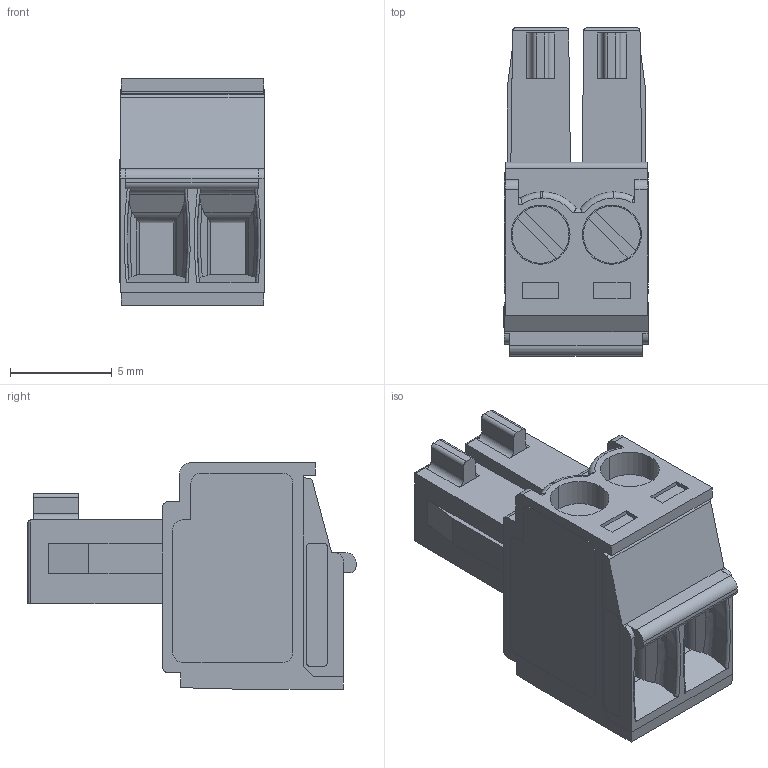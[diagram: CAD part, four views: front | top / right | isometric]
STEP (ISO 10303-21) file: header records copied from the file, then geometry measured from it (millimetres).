
FILE_DESCRIPTION(('STEP AP242'),'1');
FILE_NAME('1840366.stp','2024-03-26T02:12:07',('TraceParts'),('TraceParts S.A.'),'Spatial InterOp 3D',' ',' ');
FILE_SCHEMA(('AP242_MANAGED_MODEL_BASED_3D_ENGINEERING_MIM_LF {1 0 10303 442 1 1 4}'));
Length unit declared in the file: millimetre
Products named in the file (1): 1840366_1
Bounding box: 7.08 x 16.1 x 11.1 mm (x, y, z)
Volume: 609.8 mm3; surface area: 1487.5 mm2
Topology: 7 solids, 7 shells, 519 faces, 1413 edges, 930 vertices
Faces by surface type: plane 372, cylinder 126, torus 9, cone 8, bspline 4
Entity records: 22715 total; most frequent: CARTESIAN_POINT 4610, ORIENTED_EDGE 2826, DIRECTION 2682, EDGE_CURVE 1413, LINE 1080, VECTOR 1080, VERTEX_POINT 930, AXIS2_PLACEMENT_3D 801
